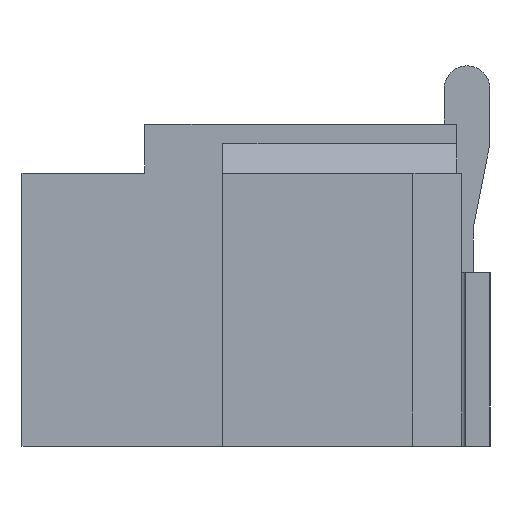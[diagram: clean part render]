
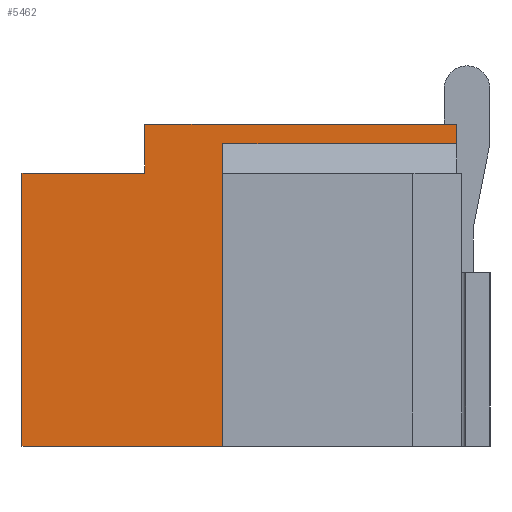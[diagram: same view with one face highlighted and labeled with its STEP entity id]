
A CAD part, left-side view. The second image highlights one B-rep face of the part: STEP entity #5462.
In plain terms, the highlighted planar face has unit normal (-1, 0, 0).
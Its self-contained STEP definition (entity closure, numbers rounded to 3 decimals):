
#61 = CARTESIAN_POINT ( 'NONE',  ( -2.125, 2.7, 0.15 ) ) ;
#127 = CARTESIAN_POINT ( 'NONE',  ( -2.125, 0.3, 0.15 ) ) ;
#170 = CARTESIAN_POINT ( 'NONE',  ( -2.125, 2.4, -1.65 ) ) ;
#206 = VERTEX_POINT ( 'NONE', #393 ) ;
#393 = CARTESIAN_POINT ( 'NONE',  ( -2.125, 4.76, 1.15 ) ) ;
#533 = VERTEX_POINT ( 'NONE', #1272 ) ;
#547 = EDGE_CURVE ( 'NONE', #533, #3686, #2559, .T. ) ;
#595 = PLANE ( 'NONE',  #2577 ) ;
#858 = ORIENTED_EDGE ( 'NONE', *, *, #1731, .F. ) ;
#902 = EDGE_CURVE ( 'NONE', #2575, #2421, #3398, .T. ) ;
#988 = CARTESIAN_POINT ( 'NONE',  ( -2.125, 2.4, -1.65 ) ) ;
#1152 = DIRECTION ( 'NONE',  ( 0., 0., -1. ) ) ;
#1205 = CARTESIAN_POINT ( 'NONE',  ( -2.125, 3.5, 1.65 ) ) ;
#1232 = LINE ( 'NONE', #1863, #5124 ) ;
#1254 = ORIENTED_EDGE ( 'NONE', *, *, #4166, .T. ) ;
#1272 = CARTESIAN_POINT ( 'NONE',  ( -2.125, 0.3, 1.45 ) ) ;
#1327 = DIRECTION ( 'NONE',  ( 0., 1., 0. ) ) ;
#1384 = DIRECTION ( 'NONE',  ( 0., 1., 0. ) ) ;
#1429 = CARTESIAN_POINT ( 'NONE',  ( -2.125, 3.5, 1.15 ) ) ;
#1479 = EDGE_CURVE ( 'NONE', #2322, #4473, #1878, .T. ) ;
#1531 = EDGE_CURVE ( 'NONE', #2625, #2197, #4175, .T. ) ;
#1673 = DIRECTION ( 'NONE',  ( 0., 0., 1. ) ) ;
#1723 = VECTOR ( 'NONE', #1152, 1000. ) ;
#1731 = EDGE_CURVE ( 'NONE', #2625, #2322, #5517, .T. ) ;
#1748 = ORIENTED_EDGE ( 'NONE', *, *, #5119, .F. ) ;
#1765 = DIRECTION ( 'NONE',  ( 0., 1., 0. ) ) ;
#1795 = CARTESIAN_POINT ( 'NONE',  ( -2.125, 0.3, 1.45 ) ) ;
#1859 = ORIENTED_EDGE ( 'NONE', *, *, #1531, .T. ) ;
#1863 = CARTESIAN_POINT ( 'NONE',  ( -2.125, 2.7, 0.15 ) ) ;
#1878 = LINE ( 'NONE', #2741, #5533 ) ;
#1919 = CARTESIAN_POINT ( 'NONE',  ( -2.125, 0.3, 1.65 ) ) ;
#1964 = EDGE_CURVE ( 'NONE', #206, #2421, #2054, .T. ) ;
#2000 = DIRECTION ( 'NONE',  ( -1., 0., 0. ) ) ;
#2020 = DIRECTION ( 'NONE',  ( 0., 0., 1. ) ) ;
#2054 = LINE ( 'NONE', #3771, #4861 ) ;
#2086 = VECTOR ( 'NONE', #4372, 1000. ) ;
#2197 = VERTEX_POINT ( 'NONE', #127 ) ;
#2309 = CARTESIAN_POINT ( 'NONE',  ( -2.125, 0., -1.65 ) ) ;
#2322 = VERTEX_POINT ( 'NONE', #2390 ) ;
#2353 = VECTOR ( 'NONE', #1765, 1000. ) ;
#2385 = CARTESIAN_POINT ( 'NONE',  ( -2.125, 3.5, 1.65 ) ) ;
#2390 = CARTESIAN_POINT ( 'NONE',  ( -2.125, 2.4, 0.13 ) ) ;
#2421 = VERTEX_POINT ( 'NONE', #1429 ) ;
#2440 = ORIENTED_EDGE ( 'NONE', *, *, #2800, .T. ) ;
#2499 = VERTEX_POINT ( 'NONE', #3088 ) ;
#2559 = LINE ( 'NONE', #3809, #2641 ) ;
#2575 = VERTEX_POINT ( 'NONE', #2385 ) ;
#2577 = AXIS2_PLACEMENT_3D ( 'NONE', #2309, #2000, #3794 ) ;
#2614 = ORIENTED_EDGE ( 'NONE', *, *, #902, .T. ) ;
#2625 = VERTEX_POINT ( 'NONE', #4048 ) ;
#2641 = VECTOR ( 'NONE', #1673, 1000. ) ;
#2656 = LINE ( 'NONE', #4288, #2086 ) ;
#2741 = CARTESIAN_POINT ( 'NONE',  ( -2.125, 2.4, 0.13 ) ) ;
#2800 = EDGE_CURVE ( 'NONE', #2835, #2499, #2656, .T. ) ;
#2835 = VERTEX_POINT ( 'NONE', #61 ) ;
#3014 = ORIENTED_EDGE ( 'NONE', *, *, #4063, .F. ) ;
#3088 = CARTESIAN_POINT ( 'NONE',  ( -2.125, 2.7, 1.45 ) ) ;
#3115 = ORIENTED_EDGE ( 'NONE', *, *, #1964, .F. ) ;
#3350 = CARTESIAN_POINT ( 'NONE',  ( -2.125, 0.3, 1.65 ) ) ;
#3398 = LINE ( 'NONE', #1205, #1723 ) ;
#3401 = ORIENTED_EDGE ( 'NONE', *, *, #547, .T. ) ;
#3480 = ORIENTED_EDGE ( 'NONE', *, *, #3718, .F. ) ;
#3608 = VECTOR ( 'NONE', #1327, 1000. ) ;
#3686 = VERTEX_POINT ( 'NONE', #3350 ) ;
#3718 = EDGE_CURVE ( 'NONE', #533, #2499, #4036, .T. ) ;
#3742 = VECTOR ( 'NONE', #2020, 1000. ) ;
#3771 = CARTESIAN_POINT ( 'NONE',  ( -2.125, 4.7, 1.15 ) ) ;
#3794 = DIRECTION ( 'NONE',  ( 0., 0., 1. ) ) ;
#3802 = DIRECTION ( 'NONE',  ( 0., -1., 0. ) ) ;
#3809 = CARTESIAN_POINT ( 'NONE',  ( -2.125, 0.3, 1.45 ) ) ;
#4036 = LINE ( 'NONE', #1795, #3608 ) ;
#4048 = CARTESIAN_POINT ( 'NONE',  ( -2.125, 0.3, 0.13 ) ) ;
#4063 = EDGE_CURVE ( 'NONE', #2835, #2197, #1232, .T. ) ;
#4073 = ORIENTED_EDGE ( 'NONE', *, *, #1479, .F. ) ;
#4122 = CARTESIAN_POINT ( 'NONE',  ( -2.125, 4.76, -1.65 ) ) ;
#4166 = EDGE_CURVE ( 'NONE', #3686, #2575, #5402, .T. ) ;
#4175 = LINE ( 'NONE', #4589, #4626 ) ;
#4284 = ORIENTED_EDGE ( 'NONE', *, *, #4552, .F. ) ;
#4288 = CARTESIAN_POINT ( 'NONE',  ( -2.125, 2.7, 0.15 ) ) ;
#4372 = DIRECTION ( 'NONE',  ( 0., 0., 1. ) ) ;
#4458 = DIRECTION ( 'NONE',  ( 0., 0., -1. ) ) ;
#4473 = VERTEX_POINT ( 'NONE', #170 ) ;
#4544 = LINE ( 'NONE', #4122, #3742 ) ;
#4550 = DIRECTION ( 'NONE',  ( 0., 1., 0. ) ) ;
#4552 = EDGE_CURVE ( 'NONE', #5532, #206, #4544, .T. ) ;
#4589 = CARTESIAN_POINT ( 'NONE',  ( -2.125, 0.3, 0.13 ) ) ;
#4626 = VECTOR ( 'NONE', #5422, 1000. ) ;
#4632 = VECTOR ( 'NONE', #1384, 1000. ) ;
#4638 = CARTESIAN_POINT ( 'NONE',  ( -2.125, 0.3, 0.13 ) ) ;
#4861 = VECTOR ( 'NONE', #3802, 1000. ) ;
#4862 = FACE_OUTER_BOUND ( 'NONE', #4983, .T. ) ;
#4906 = LINE ( 'NONE', #988, #4632 ) ;
#4950 = VECTOR ( 'NONE', #4550, 1000. ) ;
#4983 = EDGE_LOOP ( 'NONE', ( #858, #1859, #3014, #2440, #3480, #3401, #1254, #2614, #3115, #4284, #1748, #4073 ) ) ;
#5119 = EDGE_CURVE ( 'NONE', #4473, #5532, #4906, .T. ) ;
#5124 = VECTOR ( 'NONE', #5153, 1000. ) ;
#5153 = DIRECTION ( 'NONE',  ( 0., -1., 0. ) ) ;
#5292 = CARTESIAN_POINT ( 'NONE',  ( -2.125, 4.76, -1.65 ) ) ;
#5402 = LINE ( 'NONE', #1919, #4950 ) ;
#5422 = DIRECTION ( 'NONE',  ( 0., 0., 1. ) ) ;
#5462 = ADVANCED_FACE ( 'NONE', ( #4862 ), #595, .T. ) ;
#5517 = LINE ( 'NONE', #4638, #2353 ) ;
#5532 = VERTEX_POINT ( 'NONE', #5292 ) ;
#5533 = VECTOR ( 'NONE', #4458, 1000. ) ;
